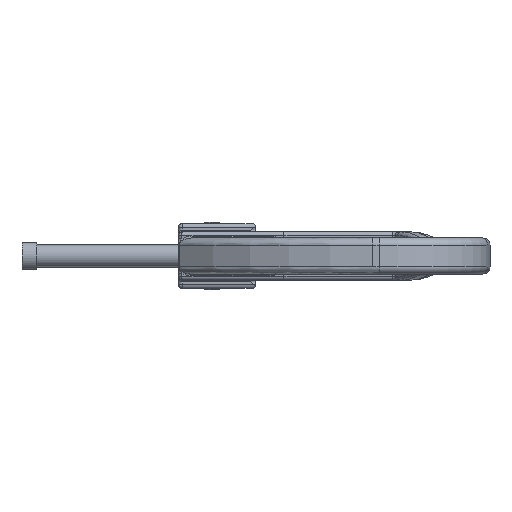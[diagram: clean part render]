
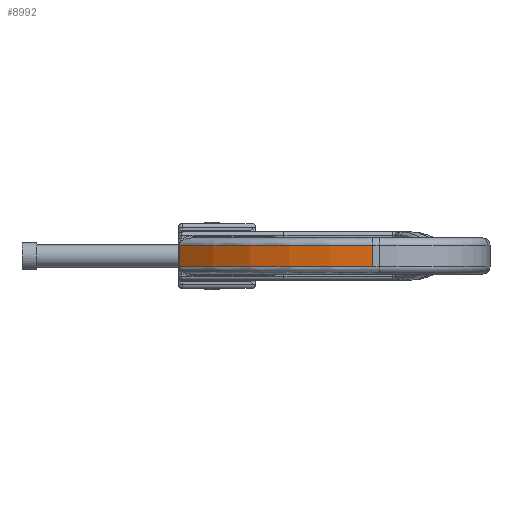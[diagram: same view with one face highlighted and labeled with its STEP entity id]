
A CAD part, left-side view. The second image highlights one B-rep face of the part: STEP entity #8992.
In plain terms, the highlighted cylindrical face has radius 155 mm (diameter 310 mm), a partial arc.
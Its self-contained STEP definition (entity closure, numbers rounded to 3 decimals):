
#2161 = DIRECTION ( 'NONE',  ( -1., 0., 0. ) ) ;
#2162 = DIRECTION ( 'NONE',  ( 0., 0., -1. ) ) ;
#2163 = CARTESIAN_POINT ( 'NONE',  ( -0.028, 11.746, 7.75 ) ) ;
#2164 = AXIS2_PLACEMENT_3D ( 'NONE', #2163, #2162, #2161 ) ;
#2165 = CYLINDRICAL_SURFACE ( 'NONE', #2164, 155. ) ;
#2166 = FACE_OUTER_BOUND ( 'NONE', #9133, .T. ) ;
#2284 = CARTESIAN_POINT ( 'NONE',  ( -115.099, 115.59, 5.75 ) ) ;
#2455 = CARTESIAN_POINT ( 'NONE',  ( -115.099, 115.59, -5.75 ) ) ;
#2509 = DIRECTION ( 'NONE',  ( 1., 0., 0. ) ) ;
#2510 = DIRECTION ( 'NONE',  ( 0., 0., 1. ) ) ;
#2511 = CARTESIAN_POINT ( 'NONE',  ( -0.028, 11.746, -5.75 ) ) ;
#2512 = AXIS2_PLACEMENT_3D ( 'NONE', #2511, #2510, #2509 ) ;
#2553 = DIRECTION ( 'NONE',  ( -1., 0., 0. ) ) ;
#2554 = DIRECTION ( 'NONE',  ( 0., 0., -1. ) ) ;
#2555 = CARTESIAN_POINT ( 'NONE',  ( -0.028, 11.746, 5.75 ) ) ;
#2556 = AXIS2_PLACEMENT_3D ( 'NONE', #2555, #2554, #2553 ) ;
#2557 = CIRCLE ( 'NONE', #2556, 155. ) ;
#2614 = CIRCLE ( 'NONE', #2512, 155. ) ;
#2615 = DIRECTION ( 'NONE',  ( 0., 0., -1. ) ) ;
#2616 = VECTOR ( 'NONE', #2615, 1000. ) ;
#2617 = CARTESIAN_POINT ( 'NONE',  ( -115.099, 115.59, 7.75 ) ) ;
#2618 = LINE ( 'NONE', #2617, #2616 ) ;
#7578 = VERTEX_POINT ( 'NONE', #12059 ) ;
#7731 = EDGE_CURVE ( 'NONE', #7578, #7784, #12285, .T. ) ;
#7784 = VERTEX_POINT ( 'NONE', #12368 ) ;
#8992 = ADVANCED_FACE ( 'NONE', ( #2166 ), #2165, .T. ) ;
#8993 = ORIENTED_EDGE ( 'NONE', *, *, #7731, .F. ) ;
#9050 = VERTEX_POINT ( 'NONE', #2284 ) ;
#9130 = VERTEX_POINT ( 'NONE', #2455 ) ;
#9133 = EDGE_LOOP ( 'NONE', ( #8993, #9134, #9135, #9203 ) ) ;
#9134 = ORIENTED_EDGE ( 'NONE', *, *, #9146, .T. ) ;
#9135 = ORIENTED_EDGE ( 'NONE', *, *, #9200, .T. ) ;
#9146 = EDGE_CURVE ( 'NONE', #7578, #9050, #2557, .T. ) ;
#9200 = EDGE_CURVE ( 'NONE', #9050, #9130, #2618, .T. ) ;
#9202 = EDGE_CURVE ( 'NONE', #9130, #7784, #2614, .T. ) ;
#9203 = ORIENTED_EDGE ( 'NONE', *, *, #9202, .T. ) ;
#12059 = CARTESIAN_POINT ( 'NONE',  ( -155.028, 11.746, 5.75 ) ) ;
#12282 = DIRECTION ( 'NONE',  ( 0., 0., -1. ) ) ;
#12283 = VECTOR ( 'NONE', #12282, 1000. ) ;
#12284 = CARTESIAN_POINT ( 'NONE',  ( -155.028, 11.746, 7.75 ) ) ;
#12285 = LINE ( 'NONE', #12284, #12283 ) ;
#12368 = CARTESIAN_POINT ( 'NONE',  ( -155.028, 11.746, -5.75 ) ) ;
